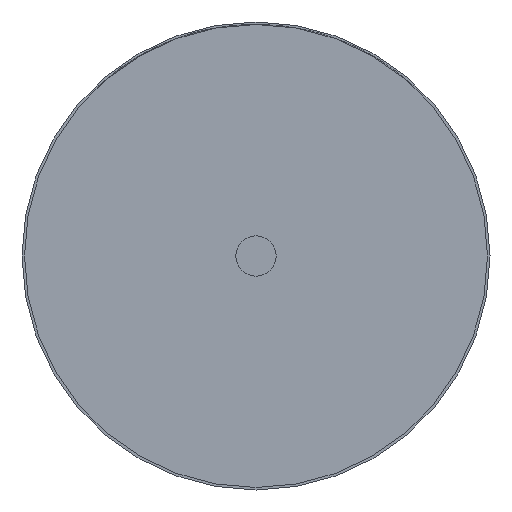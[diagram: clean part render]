
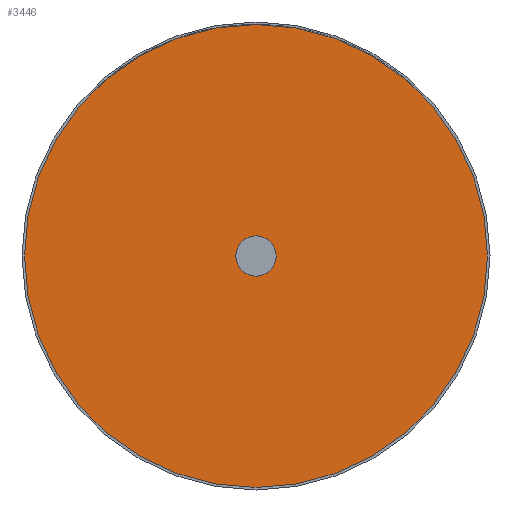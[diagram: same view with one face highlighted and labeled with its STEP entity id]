
A CAD part, front view. The second image highlights one B-rep face of the part: STEP entity #3446.
In plain terms, the highlighted planar face has unit normal (0, -1, 0).
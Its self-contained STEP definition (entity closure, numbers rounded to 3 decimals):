
#96 = DIRECTION ( 'NONE',  ( 0., 0., 1. ) ) ;
#278 = CARTESIAN_POINT ( 'NONE',  ( 0., 0., 0. ) ) ;
#323 = CARTESIAN_POINT ( 'NONE',  ( 0., 0., -6. ) ) ;
#362 = EDGE_CURVE ( 'NONE', #2458, #911, #2915, .T. ) ;
#377 = FACE_OUTER_BOUND ( 'NONE', #3923, .T. ) ;
#401 = CIRCLE ( 'NONE', #1110, 69. ) ;
#453 = CIRCLE ( 'NONE', #2420, 6. ) ;
#615 = CARTESIAN_POINT ( 'NONE',  ( 0., 0., -69. ) ) ;
#911 = VERTEX_POINT ( 'NONE', #615 ) ;
#1071 = ORIENTED_EDGE ( 'NONE', *, *, #362, .F. ) ;
#1110 = AXIS2_PLACEMENT_3D ( 'NONE', #2141, #3866, #4179 ) ;
#1306 = DIRECTION ( 'NONE',  ( 0., 1., 0. ) ) ;
#1425 = DIRECTION ( 'NONE',  ( 0., -1., 0. ) ) ;
#1429 = EDGE_CURVE ( 'NONE', #2028, #3807, #453, .T. ) ;
#1875 = ORIENTED_EDGE ( 'NONE', *, *, #1964, .F. ) ;
#1932 = EDGE_LOOP ( 'NONE', ( #2344, #2316 ) ) ;
#1964 = EDGE_CURVE ( 'NONE', #911, #2458, #401, .T. ) ;
#1970 = DIRECTION ( 'NONE',  ( 0., -1., 0. ) ) ;
#2028 = VERTEX_POINT ( 'NONE', #3157 ) ;
#2064 = DIRECTION ( 'NONE',  ( 0., 0., 1. ) ) ;
#2069 = CARTESIAN_POINT ( 'NONE',  ( 0., 0., 69. ) ) ;
#2141 = CARTESIAN_POINT ( 'NONE',  ( 0., 0., 0. ) ) ;
#2316 = ORIENTED_EDGE ( 'NONE', *, *, #3858, .F. ) ;
#2344 = ORIENTED_EDGE ( 'NONE', *, *, #1429, .F. ) ;
#2420 = AXIS2_PLACEMENT_3D ( 'NONE', #4422, #1970, #3035 ) ;
#2458 = VERTEX_POINT ( 'NONE', #2069 ) ;
#2915 = CIRCLE ( 'NONE', #3506, 69. ) ;
#2936 = AXIS2_PLACEMENT_3D ( 'NONE', #278, #1306, #3322 ) ;
#3035 = DIRECTION ( 'NONE',  ( 0., 0., 1. ) ) ;
#3063 = DIRECTION ( 'NONE',  ( 0., 1., 0. ) ) ;
#3157 = CARTESIAN_POINT ( 'NONE',  ( 0., 0., 6. ) ) ;
#3227 = AXIS2_PLACEMENT_3D ( 'NONE', #3469, #1425, #96 ) ;
#3322 = DIRECTION ( 'NONE',  ( 0., 0., 1. ) ) ;
#3446 = ADVANCED_FACE ( 'NONE', ( #377, #3996 ), #4052, .F. ) ;
#3456 = CIRCLE ( 'NONE', #3227, 6. ) ;
#3469 = CARTESIAN_POINT ( 'NONE',  ( 0., 0., 0. ) ) ;
#3506 = AXIS2_PLACEMENT_3D ( 'NONE', #3757, #3063, #2064 ) ;
#3757 = CARTESIAN_POINT ( 'NONE',  ( 0., 0., 0. ) ) ;
#3807 = VERTEX_POINT ( 'NONE', #323 ) ;
#3858 = EDGE_CURVE ( 'NONE', #3807, #2028, #3456, .T. ) ;
#3866 = DIRECTION ( 'NONE',  ( 0., 1., 0. ) ) ;
#3923 = EDGE_LOOP ( 'NONE', ( #1875, #1071 ) ) ;
#3996 = FACE_BOUND ( 'NONE', #1932, .T. ) ;
#4052 = PLANE ( 'NONE',  #2936 ) ;
#4179 = DIRECTION ( 'NONE',  ( 0., 0., 1. ) ) ;
#4422 = CARTESIAN_POINT ( 'NONE',  ( 0., 0., 0. ) ) ;
